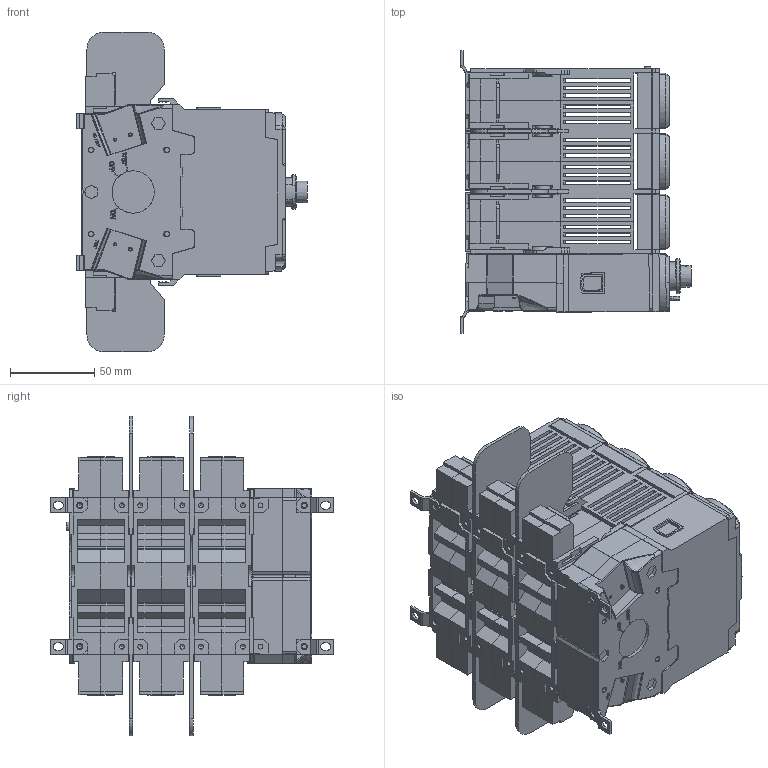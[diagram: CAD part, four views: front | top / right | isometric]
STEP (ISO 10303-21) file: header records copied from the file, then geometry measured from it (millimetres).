
FILE_DESCRIPTION(/* description */ (''),/* implementation_level */ '2;1');
FILE_NAME(/* name */ 'FILE_STP_CAD_DRAWING_3D_GEF0060JUL_prt.stp',/* time_stamp */ '2026-03-18T11:39:22+01:00',/* author */ (''),/* organization */ (''),/* preprocessor_version */ 'ST-DEVELOPER v20',/* originating_system */ 'SIEMENS PLM Software NX2406.8500',/* authorisation */ '');
FILE_SCHEMA (('AUTOMOTIVE_DESIGN { 1 0 10303 214 3 1 1 1 }'));
Products named in the file (1): 3D_GEF0060JUL
Bounding box: 137.23 x 168.13 x 190 mm (x, y, z)
Surface area: 240910.2 mm2 (no closed solid volume)
Topology: 0 solids, 88 shells, 1761 faces, 6860 edges, 5005 vertices
Faces by surface type: plane 1313, cylinder 303, cone 105, bspline 26, extrusion 9, torus 4, sphere 1
Full cylindrical faces by diameter (mm): 1.5 x2, 2.25 x2, 2.9 x13, 2.975 x4, 3.7 x4, 4.2 x1, 5.4 x7, 8.2 x4, 8.443 x6, 9 x8, 10.7 x2, 13.014 x1, 15.2 x1, 20.8 x1, 25.2 x1
Entity records: 72642 total; most frequent: CARTESIAN_POINT 16383, DIRECTION 10895, ORIENTED_EDGE 10467, EDGE_CURVE 6710, VECTOR 5259, LINE 5250, VERTEX_POINT 4966, AXIS2_PLACEMENT_3D 2818
